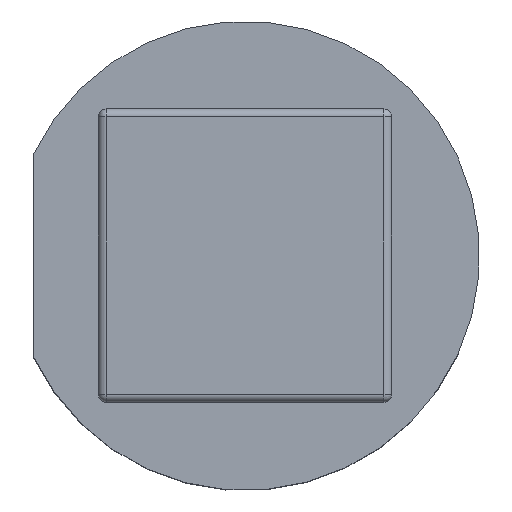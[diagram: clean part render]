
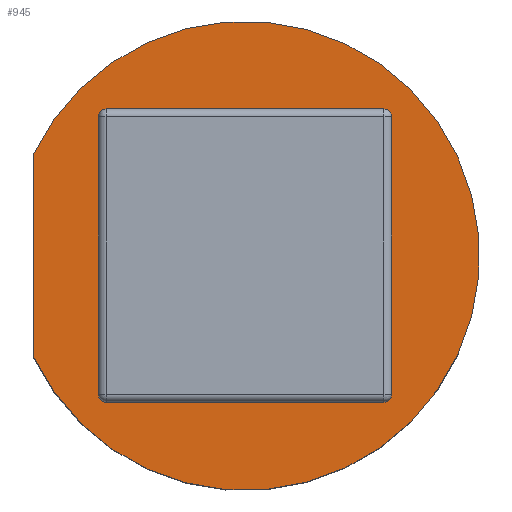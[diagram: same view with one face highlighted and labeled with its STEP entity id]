
A CAD part, top view. The second image highlights one B-rep face of the part: STEP entity #945.
In plain terms, the highlighted planar face has unit normal (0, 0, 1).
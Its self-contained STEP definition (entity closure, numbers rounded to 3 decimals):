
#15=FACE_BOUND('',#402,.T.);
#64=PLANE('',#1033);
#82=LINE('',#1359,#190);
#83=LINE('',#1361,#191);
#84=LINE('',#1364,#192);
#85=LINE('',#1366,#193);
#172=LINE('',#1549,#280);
#190=VECTOR('',#1111,10.);
#191=VECTOR('',#1114,10.);
#192=VECTOR('',#1119,10.);
#193=VECTOR('',#1122,10.);
#280=VECTOR('',#1281,10.);
#345=FACE_OUTER_BOUND('',#401,.T.);
#401=EDGE_LOOP('',(#847,#848));
#402=EDGE_LOOP('',(#849,#850,#851,#852,#853,#854,#855,#856));
#414=CIRCLE('',#966,0.2);
#418=CIRCLE('',#972,0.2);
#422=CIRCLE('',#978,0.2);
#426=CIRCLE('',#985,0.2);
#428=CIRCLE('',#1032,6.);
#432=VERTEX_POINT('',#1302);
#433=VERTEX_POINT('',#1303);
#437=VERTEX_POINT('',#1315);
#438=VERTEX_POINT('',#1316);
#442=VERTEX_POINT('',#1328);
#443=VERTEX_POINT('',#1329);
#447=VERTEX_POINT('',#1344);
#448=VERTEX_POINT('',#1345);
#507=VERTEX_POINT('',#1546);
#508=VERTEX_POINT('',#1548);
#512=EDGE_CURVE('',#432,#433,#414,.F.);
#518=EDGE_CURVE('',#437,#438,#418,.F.);
#524=EDGE_CURVE('',#442,#443,#422,.F.);
#532=EDGE_CURVE('',#447,#448,#426,.F.);
#541=EDGE_CURVE('',#432,#443,#82,.T.);
#542=EDGE_CURVE('',#442,#448,#83,.T.);
#543=EDGE_CURVE('',#447,#438,#84,.T.);
#544=EDGE_CURVE('',#437,#433,#85,.T.);
#631=EDGE_CURVE('',#508,#507,#172,.T.);
#634=EDGE_CURVE('',#507,#508,#428,.T.);
#847=ORIENTED_EDGE('',*,*,#634,.T.);
#848=ORIENTED_EDGE('',*,*,#631,.T.);
#849=ORIENTED_EDGE('',*,*,#541,.T.);
#850=ORIENTED_EDGE('',*,*,#524,.F.);
#851=ORIENTED_EDGE('',*,*,#542,.T.);
#852=ORIENTED_EDGE('',*,*,#532,.F.);
#853=ORIENTED_EDGE('',*,*,#543,.T.);
#854=ORIENTED_EDGE('',*,*,#518,.F.);
#855=ORIENTED_EDGE('',*,*,#544,.T.);
#856=ORIENTED_EDGE('',*,*,#512,.F.);
#945=ADVANCED_FACE('',(#345,#15),#64,.T.);
#966=AXIS2_PLACEMENT_3D('',#1304,#1047,#1048);
#972=AXIS2_PLACEMENT_3D('',#1317,#1061,#1062);
#978=AXIS2_PLACEMENT_3D('',#1330,#1075,#1076);
#985=AXIS2_PLACEMENT_3D('',#1346,#1093,#1094);
#1032=AXIS2_PLACEMENT_3D('',#1553,#1287,#1288);
#1033=AXIS2_PLACEMENT_3D('',#1554,#1289,#1290);
#1047=DIRECTION('center_axis',(0.,0.,-1.));
#1048=DIRECTION('ref_axis',(0.707,0.707,0.));
#1061=DIRECTION('center_axis',(0.,0.,-1.));
#1062=DIRECTION('ref_axis',(-0.707,0.707,0.));
#1075=DIRECTION('center_axis',(0.,0.,-1.));
#1076=DIRECTION('ref_axis',(0.707,-0.707,0.));
#1093=DIRECTION('center_axis',(0.,0.,-1.));
#1094=DIRECTION('ref_axis',(-0.707,-0.707,0.));
#1111=DIRECTION('',(0.,-1.,0.));
#1114=DIRECTION('',(-1.,0.,0.));
#1119=DIRECTION('',(0.,1.,0.));
#1122=DIRECTION('',(1.,0.,0.));
#1281=DIRECTION('',(0.,-1.,0.));
#1287=DIRECTION('center_axis',(0.,0.,1.));
#1288=DIRECTION('ref_axis',(-0.902,-0.431,0.));
#1289=DIRECTION('center_axis',(0.,0.,1.));
#1290=DIRECTION('ref_axis',(1.,0.,0.));
#1302=CARTESIAN_POINT('',(3.75,3.55,5.8));
#1303=CARTESIAN_POINT('',(3.55,3.75,5.8));
#1304=CARTESIAN_POINT('Origin',(3.55,3.55,5.8));
#1315=CARTESIAN_POINT('',(-3.55,3.75,5.8));
#1316=CARTESIAN_POINT('',(-3.75,3.55,5.8));
#1317=CARTESIAN_POINT('Origin',(-3.55,3.55,5.8));
#1328=CARTESIAN_POINT('',(3.55,-3.75,5.8));
#1329=CARTESIAN_POINT('',(3.75,-3.55,5.8));
#1330=CARTESIAN_POINT('Origin',(3.55,-3.55,5.8));
#1344=CARTESIAN_POINT('',(-3.75,-3.55,5.8));
#1345=CARTESIAN_POINT('',(-3.55,-3.75,5.8));
#1346=CARTESIAN_POINT('Origin',(-3.55,-3.55,5.8));
#1359=CARTESIAN_POINT('',(3.75,-1.875,5.8));
#1361=CARTESIAN_POINT('',(-1.729,-3.75,5.8));
#1364=CARTESIAN_POINT('',(-3.75,1.875,5.8));
#1366=CARTESIAN_POINT('',(2.021,3.75,5.8));
#1546=CARTESIAN_POINT('',(-5.414,-2.585,5.8));
#1548=CARTESIAN_POINT('',(-5.414,2.585,5.8));
#1549=CARTESIAN_POINT('',(-5.414,2.585,5.8));
#1553=CARTESIAN_POINT('Origin',(0.,0.,5.8));
#1554=CARTESIAN_POINT('Origin',(0.293,0.,5.8));
